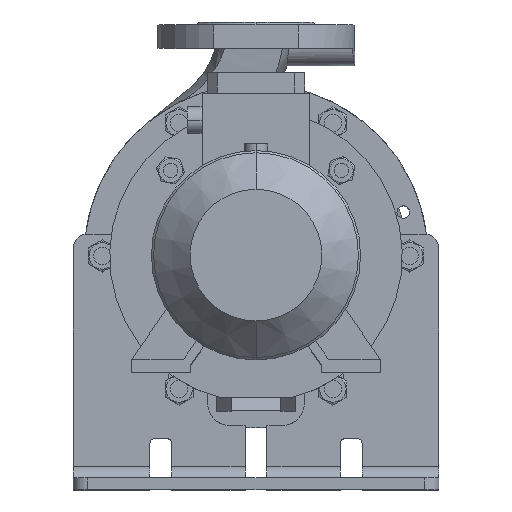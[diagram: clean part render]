
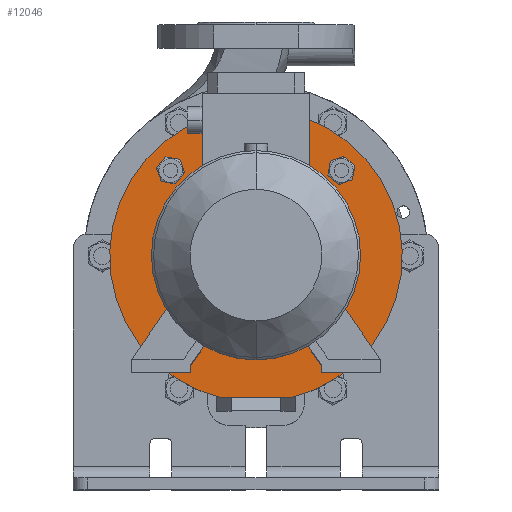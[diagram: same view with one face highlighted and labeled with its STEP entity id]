
A CAD part, top view. The second image highlights one B-rep face of the part: STEP entity #12046.
In plain terms, the highlighted planar face has unit normal (0, 0, 1).
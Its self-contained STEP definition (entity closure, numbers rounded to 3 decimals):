
#689 = DIRECTION ( 'NONE',  ( 0., 0., 1. ) ) ;
#1651 = CARTESIAN_POINT ( 'NONE',  ( 56.934, 50.384, 169. ) ) ;
#2125 = CARTESIAN_POINT ( 'NONE',  ( -58.336, -58.336, 169. ) ) ;
#2967 = ORIENTED_EDGE ( 'NONE', *, *, #6768, .T. ) ;
#3008 = DIRECTION ( 'NONE',  ( 0., -1., 0. ) ) ;
#3353 = AXIS2_PLACEMENT_3D ( 'NONE', #47140, #29416, #3008 ) ;
#3423 = CIRCLE ( 'NONE', #40597, 70. ) ;
#3815 = ORIENTED_EDGE ( 'NONE', *, *, #32620, .T. ) ;
#4605 = AXIS2_PLACEMENT_3D ( 'NONE', #7866, #7332, #20597 ) ;
#5125 = EDGE_LOOP ( 'NONE', ( #33785, #46420 ) ) ;
#5225 = CARTESIAN_POINT ( 'NONE',  ( -59.739, -66.289, 169. ) ) ;
#5543 = DIRECTION ( 'NONE',  ( 0., -1., 0. ) ) ;
#6587 = DIRECTION ( 'NONE',  ( 0., 0., -1. ) ) ;
#6768 = EDGE_CURVE ( 'NONE', #22794, #35292, #26097, .T. ) ;
#6910 = VERTEX_POINT ( 'NONE', #25151 ) ;
#7257 = DIRECTION ( 'NONE',  ( 0., 0., -1. ) ) ;
#7332 = DIRECTION ( 'NONE',  ( 0., 0., -1. ) ) ;
#7718 = EDGE_CURVE ( 'NONE', #22511, #33560, #14614, .T. ) ;
#7829 = CARTESIAN_POINT ( 'NONE',  ( 58.336, 58.336, 169. ) ) ;
#7858 = AXIS2_PLACEMENT_3D ( 'NONE', #24378, #33251, #38457 ) ;
#7866 = CARTESIAN_POINT ( 'NONE',  ( 0., 0., 169. ) ) ;
#8189 = EDGE_LOOP ( 'NONE', ( #27283, #48063 ) ) ;
#8409 = EDGE_CURVE ( 'NONE', #21293, #21431, #34790, .T. ) ;
#8869 = EDGE_CURVE ( 'NONE', #33883, #21431, #52942, .T. ) ;
#9995 = DIRECTION ( 'NONE',  ( 0., 0., -1. ) ) ;
#10437 = CIRCLE ( 'NONE', #15988, 8.075 ) ;
#10863 = VERTEX_POINT ( 'NONE', #50009 ) ;
#11020 = FACE_BOUND ( 'NONE', #54314, .T. ) ;
#11963 = DIRECTION ( 'NONE',  ( 0., 0., -1. ) ) ;
#12046 = ADVANCED_FACE ( 'NONE', ( #11020, #44079, #29612, #16504, #17879, #35159 ), #48290, .T. ) ;
#12114 = EDGE_CURVE ( 'NONE', #39538, #17873, #31674, .T. ) ;
#12536 = ORIENTED_EDGE ( 'NONE', *, *, #8409, .T. ) ;
#13452 = ORIENTED_EDGE ( 'NONE', *, *, #8869, .F. ) ;
#14462 = ORIENTED_EDGE ( 'NONE', *, *, #15541, .T. ) ;
#14527 = CARTESIAN_POINT ( 'NONE',  ( 66.289, -59.739, 169. ) ) ;
#14614 = CIRCLE ( 'NONE', #28925, 70. ) ;
#15541 = EDGE_CURVE ( 'NONE', #17873, #39538, #10437, .T. ) ;
#15988 = AXIS2_PLACEMENT_3D ( 'NONE', #7829, #29970, #38286 ) ;
#16504 = FACE_BOUND ( 'NONE', #8189, .T. ) ;
#16772 = AXIS2_PLACEMENT_3D ( 'NONE', #26317, #689, #30971 ) ;
#17363 = AXIS2_PLACEMENT_3D ( 'NONE', #47394, #11963, #51772 ) ;
#17873 = VERTEX_POINT ( 'NONE', #55286 ) ;
#17879 = FACE_OUTER_BOUND ( 'NONE', #41362, .T. ) ;
#18131 = DIRECTION ( 'NONE',  ( 0., 0., -1. ) ) ;
#19773 = DIRECTION ( 'NONE',  ( 0., -1., 0. ) ) ;
#20597 = DIRECTION ( 'NONE',  ( 0., 1., 0. ) ) ;
#20764 = AXIS2_PLACEMENT_3D ( 'NONE', #2125, #6587, #37414 ) ;
#21293 = VERTEX_POINT ( 'NONE', #30790 ) ;
#21343 = EDGE_CURVE ( 'NONE', #21293, #33883, #44636, .T. ) ;
#21431 = VERTEX_POINT ( 'NONE', #47684 ) ;
#21673 = CIRCLE ( 'NONE', #17363, 8.075 ) ;
#22244 = CIRCLE ( 'NONE', #35525, 8.075 ) ;
#22256 = CIRCLE ( 'NONE', #41636, 8.075 ) ;
#22511 = VERTEX_POINT ( 'NONE', #33427 ) ;
#22794 = VERTEX_POINT ( 'NONE', #5225 ) ;
#23122 = DIRECTION ( 'NONE',  ( 0., 1., 0. ) ) ;
#24378 = CARTESIAN_POINT ( 'NONE',  ( 0., 0., 169. ) ) ;
#24705 = CARTESIAN_POINT ( 'NONE',  ( -50.384, 56.934, 169. ) ) ;
#25151 = CARTESIAN_POINT ( 'NONE',  ( 50.384, -56.934, 169. ) ) ;
#25457 = DIRECTION ( 'NONE',  ( 1., 0., 0. ) ) ;
#26097 = CIRCLE ( 'NONE', #39118, 8.075 ) ;
#26193 = ORIENTED_EDGE ( 'NONE', *, *, #12114, .T. ) ;
#26317 = CARTESIAN_POINT ( 'NONE',  ( 0., 100., 169. ) ) ;
#27283 = ORIENTED_EDGE ( 'NONE', *, *, #31929, .T. ) ;
#27470 = ORIENTED_EDGE ( 'NONE', *, *, #21343, .F. ) ;
#28925 = AXIS2_PLACEMENT_3D ( 'NONE', #55537, #38242, #29199 ) ;
#29199 = DIRECTION ( 'NONE',  ( 0., 1., 0. ) ) ;
#29416 = DIRECTION ( 'NONE',  ( 0., 0., -1. ) ) ;
#29612 = FACE_BOUND ( 'NONE', #55937, .T. ) ;
#29970 = DIRECTION ( 'NONE',  ( 0., 0., -1. ) ) ;
#30790 = CARTESIAN_POINT ( 'NONE',  ( -24.31, -97., 169. ) ) ;
#30971 = DIRECTION ( 'NONE',  ( 0., -1., 0. ) ) ;
#31674 = CIRCLE ( 'NONE', #40090, 8.075 ) ;
#31695 = EDGE_CURVE ( 'NONE', #10863, #40299, #21673, .T. ) ;
#31929 = EDGE_CURVE ( 'NONE', #40299, #10863, #54719, .T. ) ;
#32100 = ORIENTED_EDGE ( 'NONE', *, *, #7718, .T. ) ;
#32197 = CARTESIAN_POINT ( 'NONE',  ( 0., 0., 169. ) ) ;
#32341 = EDGE_CURVE ( 'NONE', #48598, #6910, #22244, .T. ) ;
#32620 = EDGE_CURVE ( 'NONE', #35292, #22794, #53175, .T. ) ;
#33251 = DIRECTION ( 'NONE',  ( 0., 0., -1. ) ) ;
#33427 = CARTESIAN_POINT ( 'NONE',  ( 0., -70., 169. ) ) ;
#33560 = VERTEX_POINT ( 'NONE', #56671 ) ;
#33631 = EDGE_LOOP ( 'NONE', ( #44749, #32100 ) ) ;
#33785 = ORIENTED_EDGE ( 'NONE', *, *, #48120, .T. ) ;
#33883 = VERTEX_POINT ( 'NONE', #51294 ) ;
#34727 = CARTESIAN_POINT ( 'NONE',  ( -100., -97., 169. ) ) ;
#34790 = LINE ( 'NONE', #34727, #35442 ) ;
#35159 = FACE_BOUND ( 'NONE', #33631, .T. ) ;
#35292 = VERTEX_POINT ( 'NONE', #44598 ) ;
#35310 = DIRECTION ( 'NONE',  ( 0., -1., 0. ) ) ;
#35442 = VECTOR ( 'NONE', #25457, 1000. ) ;
#35525 = AXIS2_PLACEMENT_3D ( 'NONE', #43961, #18131, #35310 ) ;
#36734 = DIRECTION ( 'NONE',  ( 0., 0., -1. ) ) ;
#37414 = DIRECTION ( 'NONE',  ( 0., -1., 0. ) ) ;
#38242 = DIRECTION ( 'NONE',  ( 0., 0., -1. ) ) ;
#38286 = DIRECTION ( 'NONE',  ( 0., -1., 0. ) ) ;
#38457 = DIRECTION ( 'NONE',  ( 0., 1., 0. ) ) ;
#39118 = AXIS2_PLACEMENT_3D ( 'NONE', #46187, #7257, #19773 ) ;
#39538 = VERTEX_POINT ( 'NONE', #1651 ) ;
#40090 = AXIS2_PLACEMENT_3D ( 'NONE', #45211, #36734, #5543 ) ;
#40299 = VERTEX_POINT ( 'NONE', #24705 ) ;
#40597 = AXIS2_PLACEMENT_3D ( 'NONE', #32197, #49496, #23122 ) ;
#40822 = DIRECTION ( 'NONE',  ( 0., -1., 0. ) ) ;
#41362 = EDGE_LOOP ( 'NONE', ( #12536, #13452, #27470 ) ) ;
#41636 = AXIS2_PLACEMENT_3D ( 'NONE', #45059, #9995, #40822 ) ;
#43676 = EDGE_CURVE ( 'NONE', #33560, #22511, #3423, .T. ) ;
#43961 = CARTESIAN_POINT ( 'NONE',  ( 58.336, -58.336, 169. ) ) ;
#44079 = FACE_BOUND ( 'NONE', #5125, .T. ) ;
#44598 = CARTESIAN_POINT ( 'NONE',  ( -56.934, -50.384, 169. ) ) ;
#44636 = CIRCLE ( 'NONE', #7858, 100. ) ;
#44749 = ORIENTED_EDGE ( 'NONE', *, *, #43676, .T. ) ;
#45059 = CARTESIAN_POINT ( 'NONE',  ( 58.336, -58.336, 169. ) ) ;
#45211 = CARTESIAN_POINT ( 'NONE',  ( 58.336, 58.336, 169. ) ) ;
#46187 = CARTESIAN_POINT ( 'NONE',  ( -58.336, -58.336, 169. ) ) ;
#46420 = ORIENTED_EDGE ( 'NONE', *, *, #32341, .T. ) ;
#47140 = CARTESIAN_POINT ( 'NONE',  ( -58.336, 58.336, 169. ) ) ;
#47394 = CARTESIAN_POINT ( 'NONE',  ( -58.336, 58.336, 169. ) ) ;
#47684 = CARTESIAN_POINT ( 'NONE',  ( 24.31, -97., 169. ) ) ;
#48063 = ORIENTED_EDGE ( 'NONE', *, *, #31695, .T. ) ;
#48120 = EDGE_CURVE ( 'NONE', #6910, #48598, #22256, .T. ) ;
#48290 = PLANE ( 'NONE',  #16772 ) ;
#48598 = VERTEX_POINT ( 'NONE', #14527 ) ;
#49496 = DIRECTION ( 'NONE',  ( 0., 0., -1. ) ) ;
#50009 = CARTESIAN_POINT ( 'NONE',  ( -66.289, 59.739, 169. ) ) ;
#51294 = CARTESIAN_POINT ( 'NONE',  ( 0., 100., 169. ) ) ;
#51772 = DIRECTION ( 'NONE',  ( 0., -1., 0. ) ) ;
#52942 = CIRCLE ( 'NONE', #4605, 100. ) ;
#53175 = CIRCLE ( 'NONE', #20764, 8.075 ) ;
#54314 = EDGE_LOOP ( 'NONE', ( #26193, #14462 ) ) ;
#54719 = CIRCLE ( 'NONE', #3353, 8.075 ) ;
#55286 = CARTESIAN_POINT ( 'NONE',  ( 59.739, 66.289, 169. ) ) ;
#55537 = CARTESIAN_POINT ( 'NONE',  ( 0., 0., 169. ) ) ;
#55937 = EDGE_LOOP ( 'NONE', ( #3815, #2967 ) ) ;
#56671 = CARTESIAN_POINT ( 'NONE',  ( 0., 70., 169. ) ) ;
